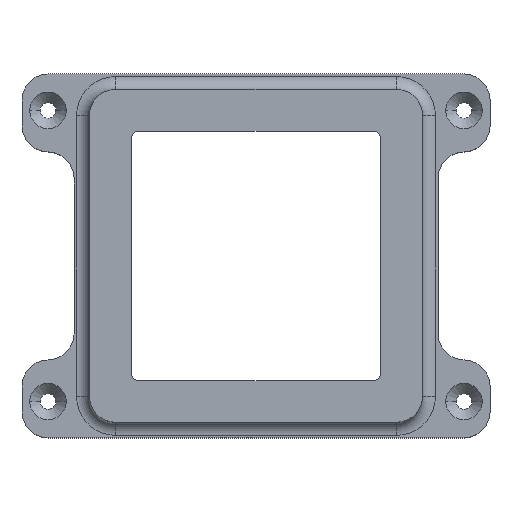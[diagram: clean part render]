
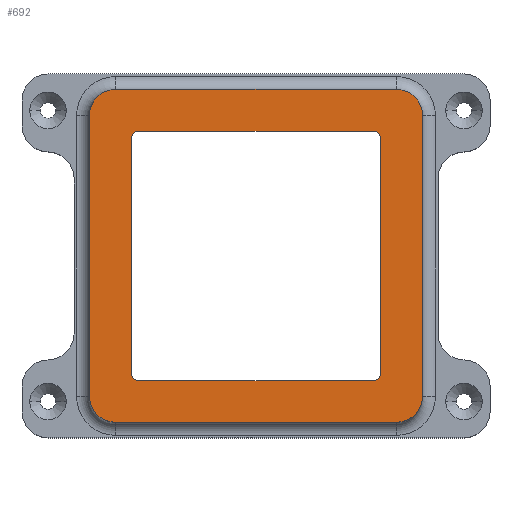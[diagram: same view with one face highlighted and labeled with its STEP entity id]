
A CAD part, top view. The second image highlights one B-rep face of the part: STEP entity #692.
In plain terms, the highlighted planar face has unit normal (0, 0, 1).
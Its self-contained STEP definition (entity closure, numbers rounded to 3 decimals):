
#209=CARTESIAN_POINT('Vertex',(-27.,32.,20.)) ;
#212=CARTESIAN_POINT('Line Origine',(0.,32.,20.)) ;
#216=CARTESIAN_POINT('Vertex',(27.,32.,20.)) ;
#273=CARTESIAN_POINT('Vertex',(-32.,27.,20.)) ;
#276=CARTESIAN_POINT('Axis2P3D Location',(-27.,27.,20.)) ;
#328=CARTESIAN_POINT('Vertex',(-27.,-32.,20.)) ;
#331=CARTESIAN_POINT('Axis2P3D Location',(-27.,-27.,20.)) ;
#335=CARTESIAN_POINT('Vertex',(-32.,-27.,20.)) ;
#404=CARTESIAN_POINT('Vertex',(27.,-32.,20.)) ;
#407=CARTESIAN_POINT('Line Origine',(0.,-32.,20.)) ;
#454=CARTESIAN_POINT('Vertex',(32.,-27.,20.)) ;
#457=CARTESIAN_POINT('Axis2P3D Location',(27.,-27.,20.)) ;
#503=CARTESIAN_POINT('Axis2P3D Location',(27.,27.,20.)) ;
#507=CARTESIAN_POINT('Vertex',(32.,27.,20.)) ;
#553=CARTESIAN_POINT('Axis2P3D Location',(0.,0.,20.)) ;
#558=CARTESIAN_POINT('Line Origine',(-32.,0.,20.)) ;
#563=CARTESIAN_POINT('Line Origine',(32.,0.,20.)) ;
#579=CARTESIAN_POINT('Control Point',(24.,22.501,20.)) ;
#580=CARTESIAN_POINT('Control Point',(24.,22.642,20.)) ;
#581=CARTESIAN_POINT('Control Point',(23.983,22.784,20.)) ;
#582=CARTESIAN_POINT('Control Point',(23.95,22.924,20.)) ;
#583=CARTESIAN_POINT('Control Point',(23.85,23.192,20.)) ;
#584=CARTESIAN_POINT('Control Point',(23.691,23.429,20.)) ;
#585=CARTESIAN_POINT('Control Point',(23.597,23.538,20.)) ;
#586=CARTESIAN_POINT('Control Point',(23.386,23.731,20.)) ;
#587=CARTESIAN_POINT('Control Point',(23.136,23.87,20.)) ;
#588=CARTESIAN_POINT('Control Point',(23.003,23.924,20.)) ;
#589=CARTESIAN_POINT('Control Point',(22.822,23.974,20.)) ;
#590=CARTESIAN_POINT('Control Point',(22.636,23.995,20.)) ;
#591=CARTESIAN_POINT('Control Point',(22.591,23.998,20.)) ;
#592=CARTESIAN_POINT('Control Point',(22.546,24.,20.)) ;
#593=CARTESIAN_POINT('Control Point',(22.501,24.,20.)) ;
#594=CARTESIAN_POINT('Vertex',(22.501,24.,20.)) ;
#596=CARTESIAN_POINT('Vertex',(24.,22.501,20.)) ;
#599=CARTESIAN_POINT('Line Origine',(24.,0.,20.)) ;
#603=CARTESIAN_POINT('Vertex',(24.,-22.501,20.)) ;
#607=CARTESIAN_POINT('Control Point',(22.501,-24.,20.)) ;
#608=CARTESIAN_POINT('Control Point',(22.642,-24.,20.)) ;
#609=CARTESIAN_POINT('Control Point',(22.784,-23.983,20.)) ;
#610=CARTESIAN_POINT('Control Point',(22.924,-23.95,20.)) ;
#611=CARTESIAN_POINT('Control Point',(23.192,-23.85,20.)) ;
#612=CARTESIAN_POINT('Control Point',(23.429,-23.691,20.)) ;
#613=CARTESIAN_POINT('Control Point',(23.538,-23.597,20.)) ;
#614=CARTESIAN_POINT('Control Point',(23.731,-23.386,20.)) ;
#615=CARTESIAN_POINT('Control Point',(23.87,-23.136,20.)) ;
#616=CARTESIAN_POINT('Control Point',(23.924,-23.003,20.)) ;
#617=CARTESIAN_POINT('Control Point',(23.974,-22.822,20.)) ;
#618=CARTESIAN_POINT('Control Point',(23.995,-22.636,20.)) ;
#619=CARTESIAN_POINT('Control Point',(23.998,-22.591,20.)) ;
#620=CARTESIAN_POINT('Control Point',(24.,-22.546,20.)) ;
#621=CARTESIAN_POINT('Control Point',(24.,-22.501,20.)) ;
#622=CARTESIAN_POINT('Vertex',(22.501,-24.,20.)) ;
#625=CARTESIAN_POINT('Line Origine',(0.,-24.,20.)) ;
#629=CARTESIAN_POINT('Vertex',(-22.501,-24.,20.)) ;
#633=CARTESIAN_POINT('Control Point',(-22.501,-24.,20.)) ;
#634=CARTESIAN_POINT('Control Point',(-22.642,-24.,20.)) ;
#635=CARTESIAN_POINT('Control Point',(-22.784,-23.983,20.)) ;
#636=CARTESIAN_POINT('Control Point',(-22.924,-23.95,20.)) ;
#637=CARTESIAN_POINT('Control Point',(-23.192,-23.85,20.)) ;
#638=CARTESIAN_POINT('Control Point',(-23.429,-23.691,20.)) ;
#639=CARTESIAN_POINT('Control Point',(-23.538,-23.597,20.)) ;
#640=CARTESIAN_POINT('Control Point',(-23.731,-23.386,20.)) ;
#641=CARTESIAN_POINT('Control Point',(-23.87,-23.136,20.)) ;
#642=CARTESIAN_POINT('Control Point',(-23.924,-23.003,20.)) ;
#643=CARTESIAN_POINT('Control Point',(-23.974,-22.822,20.)) ;
#644=CARTESIAN_POINT('Control Point',(-23.995,-22.636,20.)) ;
#645=CARTESIAN_POINT('Control Point',(-23.998,-22.591,20.)) ;
#646=CARTESIAN_POINT('Control Point',(-24.,-22.546,20.)) ;
#647=CARTESIAN_POINT('Control Point',(-24.,-22.501,20.)) ;
#648=CARTESIAN_POINT('Vertex',(-24.,-22.501,20.)) ;
#651=CARTESIAN_POINT('Line Origine',(-24.,0.,20.)) ;
#655=CARTESIAN_POINT('Vertex',(-24.,22.501,20.)) ;
#659=CARTESIAN_POINT('Control Point',(-24.,22.501,20.)) ;
#660=CARTESIAN_POINT('Control Point',(-24.,22.642,20.)) ;
#661=CARTESIAN_POINT('Control Point',(-23.983,22.784,20.)) ;
#662=CARTESIAN_POINT('Control Point',(-23.95,22.924,20.)) ;
#663=CARTESIAN_POINT('Control Point',(-23.85,23.192,20.)) ;
#664=CARTESIAN_POINT('Control Point',(-23.691,23.429,20.)) ;
#665=CARTESIAN_POINT('Control Point',(-23.597,23.538,20.)) ;
#666=CARTESIAN_POINT('Control Point',(-23.386,23.731,20.)) ;
#667=CARTESIAN_POINT('Control Point',(-23.136,23.87,20.)) ;
#668=CARTESIAN_POINT('Control Point',(-23.003,23.924,20.)) ;
#669=CARTESIAN_POINT('Control Point',(-22.822,23.974,20.)) ;
#670=CARTESIAN_POINT('Control Point',(-22.636,23.995,20.)) ;
#671=CARTESIAN_POINT('Control Point',(-22.591,23.998,20.)) ;
#672=CARTESIAN_POINT('Control Point',(-22.546,24.,20.)) ;
#673=CARTESIAN_POINT('Control Point',(-22.501,24.,20.)) ;
#674=CARTESIAN_POINT('Vertex',(-22.501,24.,20.)) ;
#677=CARTESIAN_POINT('Line Origine',(0.,24.,20.)) ;
#214=VECTOR('Line Direction',#213,1.) ;
#409=VECTOR('Line Direction',#408,1.) ;
#560=VECTOR('Line Direction',#559,1.) ;
#565=VECTOR('Line Direction',#564,1.) ;
#601=VECTOR('Line Direction',#600,1.) ;
#627=VECTOR('Line Direction',#626,1.) ;
#653=VECTOR('Line Direction',#652,1.) ;
#679=VECTOR('Line Direction',#678,1.) ;
#213=DIRECTION('Vector Direction',(1.,0.,0.)) ;
#277=DIRECTION('Axis2P3D Direction',(0.,0.,1.)) ;
#332=DIRECTION('Axis2P3D Direction',(0.,0.,1.)) ;
#408=DIRECTION('Vector Direction',(-1.,0.,0.)) ;
#458=DIRECTION('Axis2P3D Direction',(0.,0.,1.)) ;
#504=DIRECTION('Axis2P3D Direction',(0.,-0.,1.)) ;
#554=DIRECTION('Axis2P3D Direction',(0.,0.,1.)) ;
#555=DIRECTION('Axis2P3D XDirection',(1.,0.,0.)) ;
#559=DIRECTION('Vector Direction',(0.,-1.,0.)) ;
#564=DIRECTION('Vector Direction',(0.,1.,0.)) ;
#600=DIRECTION('Vector Direction',(0.,1.,0.)) ;
#626=DIRECTION('Vector Direction',(-1.,0.,0.)) ;
#652=DIRECTION('Vector Direction',(0.,-1.,0.)) ;
#678=DIRECTION('Vector Direction',(1.,0.,0.)) ;
#278=AXIS2_PLACEMENT_3D('Circle Axis2P3D',#276,#277,$) ;
#333=AXIS2_PLACEMENT_3D('Circle Axis2P3D',#331,#332,$) ;
#459=AXIS2_PLACEMENT_3D('Circle Axis2P3D',#457,#458,$) ;
#505=AXIS2_PLACEMENT_3D('Circle Axis2P3D',#503,#504,$) ;
#556=AXIS2_PLACEMENT_3D('Plane Axis2P3D',#553,#554,#555) ;
#215=LINE('Line',#212,#214) ;
#410=LINE('Line',#407,#409) ;
#561=LINE('Line',#558,#560) ;
#566=LINE('Line',#563,#565) ;
#602=LINE('Line',#599,#601) ;
#628=LINE('Line',#625,#627) ;
#654=LINE('Line',#651,#653) ;
#680=LINE('Line',#677,#679) ;
#279=CIRCLE('generated circle',#278,5.) ;
#334=CIRCLE('generated circle',#333,5.) ;
#460=CIRCLE('generated circle',#459,5.) ;
#506=CIRCLE('generated circle',#505,5.) ;
#557=PLANE('',#556) ;
#691=FACE_BOUND('',#682,.T.) ;
#218=EDGE_CURVE('',#210,#217,#215,.T.) ;
#280=EDGE_CURVE('',#274,#210,#279,.F.) ;
#337=EDGE_CURVE('',#329,#336,#334,.F.) ;
#411=EDGE_CURVE('',#405,#329,#410,.T.) ;
#461=EDGE_CURVE('',#455,#405,#460,.F.) ;
#509=EDGE_CURVE('',#217,#508,#506,.F.) ;
#562=EDGE_CURVE('',#274,#336,#561,.T.) ;
#567=EDGE_CURVE('',#455,#508,#566,.T.) ;
#598=EDGE_CURVE('',#595,#597,#578,.F.) ;
#605=EDGE_CURVE('',#597,#604,#602,.F.) ;
#624=EDGE_CURVE('',#604,#623,#606,.F.) ;
#631=EDGE_CURVE('',#623,#630,#628,.T.) ;
#650=EDGE_CURVE('',#630,#649,#632,.T.) ;
#657=EDGE_CURVE('',#649,#656,#654,.F.) ;
#676=EDGE_CURVE('',#656,#675,#658,.T.) ;
#681=EDGE_CURVE('',#675,#595,#680,.T.) ;
#568=EDGE_LOOP('',(#569,#570,#571,#572,#573,#574,#575,#576)) ;
#682=EDGE_LOOP('',(#683,#684,#685,#686,#687,#688,#689,#690)) ;
#569=ORIENTED_EDGE('',*,*,#562,.T.) ;
#570=ORIENTED_EDGE('',*,*,#337,.F.) ;
#571=ORIENTED_EDGE('',*,*,#411,.F.) ;
#572=ORIENTED_EDGE('',*,*,#461,.F.) ;
#573=ORIENTED_EDGE('',*,*,#567,.T.) ;
#574=ORIENTED_EDGE('',*,*,#509,.F.) ;
#575=ORIENTED_EDGE('',*,*,#218,.F.) ;
#576=ORIENTED_EDGE('',*,*,#280,.F.) ;
#683=ORIENTED_EDGE('',*,*,#598,.T.) ;
#684=ORIENTED_EDGE('',*,*,#605,.T.) ;
#685=ORIENTED_EDGE('',*,*,#624,.T.) ;
#686=ORIENTED_EDGE('',*,*,#631,.T.) ;
#687=ORIENTED_EDGE('',*,*,#650,.T.) ;
#688=ORIENTED_EDGE('',*,*,#657,.T.) ;
#689=ORIENTED_EDGE('',*,*,#676,.T.) ;
#690=ORIENTED_EDGE('',*,*,#681,.T.) ;
#210=VERTEX_POINT('',#209) ;
#217=VERTEX_POINT('',#216) ;
#274=VERTEX_POINT('',#273) ;
#329=VERTEX_POINT('',#328) ;
#336=VERTEX_POINT('',#335) ;
#405=VERTEX_POINT('',#404) ;
#455=VERTEX_POINT('',#454) ;
#508=VERTEX_POINT('',#507) ;
#595=VERTEX_POINT('',#594) ;
#597=VERTEX_POINT('',#596) ;
#604=VERTEX_POINT('',#603) ;
#623=VERTEX_POINT('',#622) ;
#630=VERTEX_POINT('',#629) ;
#649=VERTEX_POINT('',#648) ;
#656=VERTEX_POINT('',#655) ;
#675=VERTEX_POINT('',#674) ;
#692=ADVANCED_FACE('PartBody',(#577,#691),#557,.T.) ;
#578=B_SPLINE_CURVE_WITH_KNOTS('',5,(#579,#580,#581,#582,#583,#584,#585,#586,#587,#588,#589,#590,#591,#592,#593),.UNSPECIFIED.,.F.,.U.,(6,3,3,3,6),(0.,1.004,2.008,3.013,3.331),.UNSPECIFIED.) ;
#606=B_SPLINE_CURVE_WITH_KNOTS('',5,(#607,#608,#609,#610,#611,#612,#613,#614,#615,#616,#617,#618,#619,#620,#621),.UNSPECIFIED.,.F.,.U.,(6,3,3,3,6),(0.,1.004,2.008,3.013,3.331),.UNSPECIFIED.) ;
#632=B_SPLINE_CURVE_WITH_KNOTS('',5,(#633,#634,#635,#636,#637,#638,#639,#640,#641,#642,#643,#644,#645,#646,#647),.UNSPECIFIED.,.F.,.U.,(6,3,3,3,6),(0.,1.004,2.008,3.013,3.331),.UNSPECIFIED.) ;
#658=B_SPLINE_CURVE_WITH_KNOTS('',5,(#659,#660,#661,#662,#663,#664,#665,#666,#667,#668,#669,#670,#671,#672,#673),.UNSPECIFIED.,.F.,.U.,(6,3,3,3,6),(0.,1.004,2.008,3.013,3.331),.UNSPECIFIED.) ;
#577=FACE_OUTER_BOUND('',#568,.T.) ;
